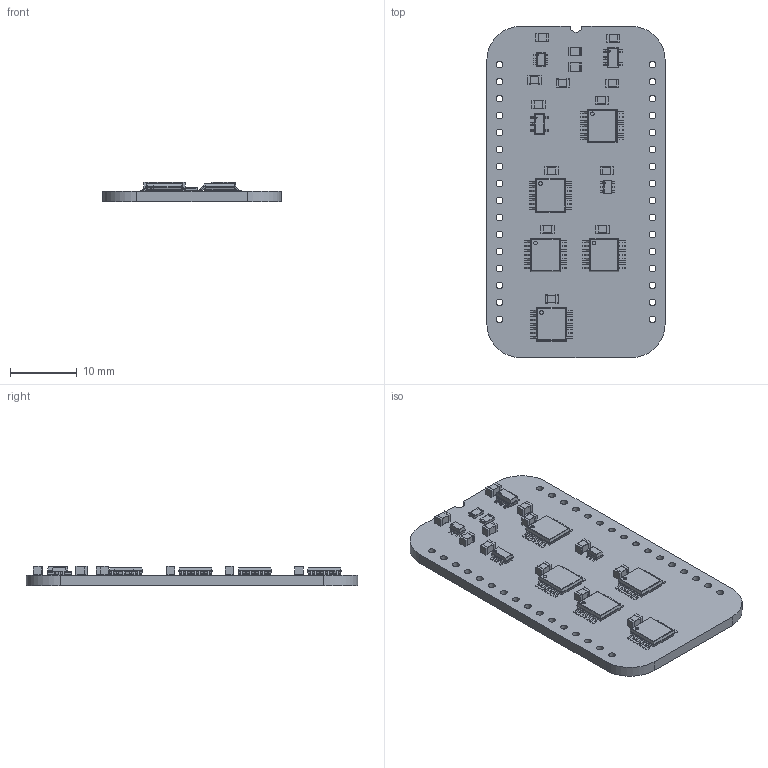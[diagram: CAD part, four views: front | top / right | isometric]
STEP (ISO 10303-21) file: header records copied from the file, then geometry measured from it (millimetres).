
FILE_DESCRIPTION(('KiCad electronic assembly'),'2;1');
FILE_NAME('Graphics Signals.step','2024-09-05T16:26:18',('Pcbnew'),( 'Kicad'),'Open CASCADE STEP processor 7.8','KiCad to STEP converter' ,'Unknown');
FILE_SCHEMA(('AUTOMOTIVE_DESIGN { 1 0 10303 214 1 1 1 1 }'));
Length unit declared in the file: millimetre
Products named in the file (16): Graphics Signals 1; C_0805_2012Metric; MMBD4148TW-7-F; ASSEMBLY; 74LVC74APW,118; 74LVC2G04GW-Q100H; AP7365-33WG-7; R_0805_2012Metric; M74VHC1G126DTT1G; Graphics Signals_PCB
Assembly tree (31 placements, depth 3):
  Graphics Signals 1
    C_0805_2012Metric  x12
      C_0805_2012Metric
    MMBD4148TW-7-F
      ASSEMBLY
    74LVC74APW,118  x5
      ASSEMBLY
    74LVC2G04GW-Q100H
      ASSEMBLY
    AP7365-33WG-7
      ASSEMBLY
    R_0805_2012Metric  x2
      R_0805_2012Metric
    M74VHC1G126DTT1G
      ASSEMBLY
    Graphics Signals_PCB
Bounding box: 26.67 x 49.53 x 2.95 mm (x, y, z)
Volume: 2196.2 mm3; surface area: 3544.6 mm2
Topology: 116 solids, 116 shells, 1844 faces, 4585 edges, 3006 vertices
Faces by surface type: plane 1290, cylinder 554
Full cylindrical faces by diameter (mm): 0.156 x2, 0.188 x1, 0.2 x1, 0.55 x5, 1 x32
Entity records: 20975 total; most frequent: CARTESIAN_POINT 3505, DIRECTION 3505, ORIENTED_EDGE 3378, EDGE_CURVE 1689, LINE 1309, VECTOR 1309, AXIS2_PLACEMENT_3D 1098, VERTEX_POINT 1098
